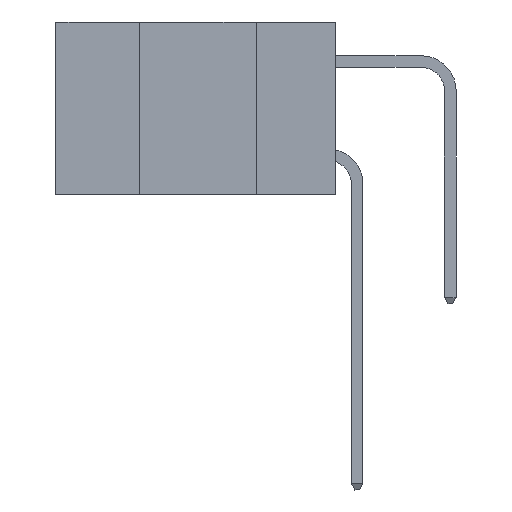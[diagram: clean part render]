
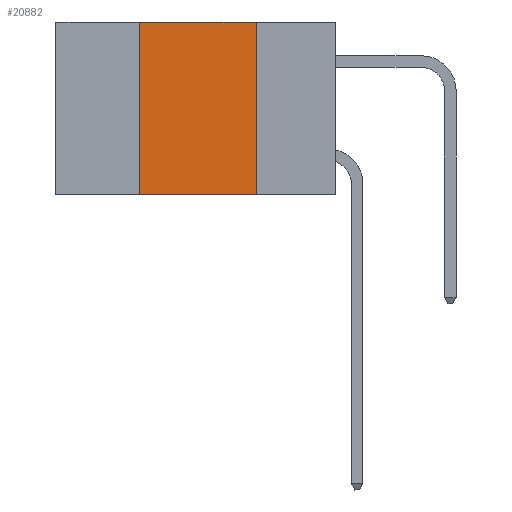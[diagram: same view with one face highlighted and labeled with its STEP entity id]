
A CAD part, left-side view. The second image highlights one B-rep face of the part: STEP entity #20882.
In plain terms, the highlighted planar face has unit normal (-1, 0, 0).
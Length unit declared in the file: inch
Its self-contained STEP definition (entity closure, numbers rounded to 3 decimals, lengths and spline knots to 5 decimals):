
#953 = LINE ( 'NONE', #10466, #10570 ) ;
#1326 = PLANE ( 'NONE',  #8199 ) ;
#1519 = VECTOR ( 'NONE', #21208, 39.37008 ) ;
#1758 = VERTEX_POINT ( 'NONE', #18444 ) ;
#2364 = CARTESIAN_POINT ( 'NONE',  ( 0., 0.42, 0. ) ) ;
#3108 = DIRECTION ( 'NONE',  ( 0., -1., 0. ) ) ;
#3695 = ORIENTED_EDGE ( 'NONE', *, *, #20351, .T. ) ;
#4839 = DIRECTION ( 'NONE',  ( 0., -1., 0. ) ) ;
#5151 = LINE ( 'NONE', #2364, #9669 ) ;
#7038 = VECTOR ( 'NONE', #3108, 39.37008 ) ;
#8199 = AXIS2_PLACEMENT_3D ( 'NONE', #12883, #13044, #20503 ) ;
#9669 = VECTOR ( 'NONE', #17617, 39.37008 ) ;
#10374 = ORIENTED_EDGE ( 'NONE', *, *, #14830, .F. ) ;
#10466 = CARTESIAN_POINT ( 'NONE',  ( 0., 0.6, 0. ) ) ;
#10570 = VECTOR ( 'NONE', #4839, 39.37008 ) ;
#10689 = ORIENTED_EDGE ( 'NONE', *, *, #21881, .F. ) ;
#12151 = LINE ( 'NONE', #18412, #7038 ) ;
#12883 = CARTESIAN_POINT ( 'NONE',  ( 0., 0.6, 0. ) ) ;
#12985 = LINE ( 'NONE', #23868, #1519 ) ;
#13044 = DIRECTION ( 'NONE',  ( 1., 0., 0. ) ) ;
#13383 = CARTESIAN_POINT ( 'NONE',  ( 0., 0.42, 0. ) ) ;
#13520 = CARTESIAN_POINT ( 'NONE',  ( 0., 0.42, -0.37 ) ) ;
#13663 = ORIENTED_EDGE ( 'NONE', *, *, #14591, .F. ) ;
#14017 = VERTEX_POINT ( 'NONE', #15901 ) ;
#14591 = EDGE_CURVE ( 'NONE', #20959, #14017, #953, .T. ) ;
#14830 = EDGE_CURVE ( 'NONE', #14017, #1758, #12985, .T. ) ;
#15901 = CARTESIAN_POINT ( 'NONE',  ( 0., 0.17, 0. ) ) ;
#17617 = DIRECTION ( 'NONE',  ( 0., 0., 1. ) ) ;
#18412 = CARTESIAN_POINT ( 'NONE',  ( 0., 0.6, -0.37 ) ) ;
#18444 = CARTESIAN_POINT ( 'NONE',  ( 0., 0.17, -0.37 ) ) ;
#20014 = VERTEX_POINT ( 'NONE', #13520 ) ;
#20351 = EDGE_CURVE ( 'NONE', #20014, #1758, #12151, .T. ) ;
#20503 = DIRECTION ( 'NONE',  ( 0., 0., -1. ) ) ;
#20882 = ADVANCED_FACE ( 'NONE', ( #21143 ), #1326, .F. ) ;
#20959 = VERTEX_POINT ( 'NONE', #13383 ) ;
#21126 = EDGE_LOOP ( 'NONE', ( #10374, #13663, #10689, #3695 ) ) ;
#21143 = FACE_OUTER_BOUND ( 'NONE', #21126, .T. ) ;
#21208 = DIRECTION ( 'NONE',  ( 0., 0., -1. ) ) ;
#21881 = EDGE_CURVE ( 'NONE', #20014, #20959, #5151, .T. ) ;
#23868 = CARTESIAN_POINT ( 'NONE',  ( 0., 0.17, 0. ) ) ;
